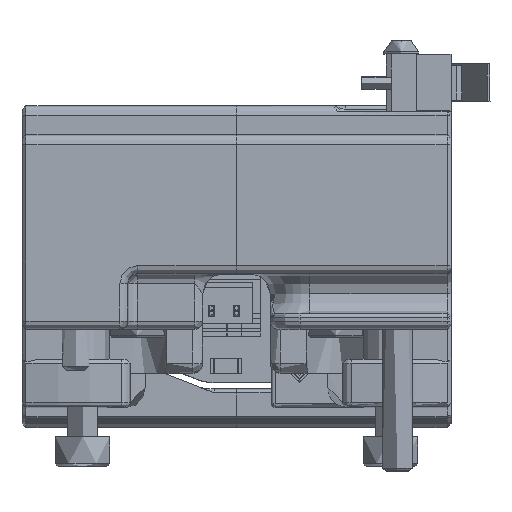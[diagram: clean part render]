
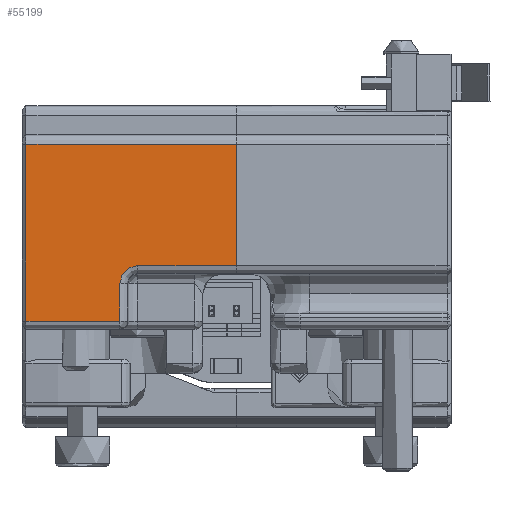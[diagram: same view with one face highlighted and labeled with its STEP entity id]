
A CAD part, top view. The second image highlights one B-rep face of the part: STEP entity #55199.
In plain terms, the highlighted planar face has unit normal (0, 0, 1).
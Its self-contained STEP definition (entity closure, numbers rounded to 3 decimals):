
#2341=PLANE('',#59650);
#4481=LINE('',#81006,#8006);
#4767=LINE('',#81756,#8292);
#4768=LINE('',#81761,#8293);
#4770=LINE('',#81770,#8295);
#4771=LINE('',#81772,#8296);
#4772=LINE('',#81774,#8297);
#8006=VECTOR('',#65476,10.);
#8292=VECTOR('',#66128,10.);
#8293=VECTOR('',#66135,10.);
#8295=VECTOR('',#66145,10.);
#8296=VECTOR('',#66146,10.);
#8297=VECTOR('',#66147,10.);
#11535=CIRCLE('',#59651,1.8);
#14399=FACE_OUTER_BOUND('',#17772,.T.);
#17772=EDGE_LOOP('',(#38313,#38314,#38315,#38316,#38317,#38318,#38319));
#23200=VERTEX_POINT('',#80994);
#23205=VERTEX_POINT('',#81004);
#23430=VERTEX_POINT('',#81755);
#23431=VERTEX_POINT('',#81759);
#23434=VERTEX_POINT('',#81769);
#23435=VERTEX_POINT('',#81771);
#23436=VERTEX_POINT('',#81773);
#28812=EDGE_CURVE('',#23200,#23205,#4481,.T.);
#29165=EDGE_CURVE('',#23200,#23430,#4767,.T.);
#29168=EDGE_CURVE('',#23431,#23205,#4768,.T.);
#29172=EDGE_CURVE('',#23434,#23431,#4770,.T.);
#29173=EDGE_CURVE('',#23435,#23434,#4771,.T.);
#29174=EDGE_CURVE('',#23436,#23435,#4772,.T.);
#29175=EDGE_CURVE('',#23430,#23436,#11535,.T.);
#38313=ORIENTED_EDGE('',*,*,#28812,.T.);
#38314=ORIENTED_EDGE('',*,*,#29168,.F.);
#38315=ORIENTED_EDGE('',*,*,#29172,.F.);
#38316=ORIENTED_EDGE('',*,*,#29173,.F.);
#38317=ORIENTED_EDGE('',*,*,#29174,.F.);
#38318=ORIENTED_EDGE('',*,*,#29175,.F.);
#38319=ORIENTED_EDGE('',*,*,#29165,.F.);
#55199=ADVANCED_FACE('',(#14399),#2341,.F.);
#59650=AXIS2_PLACEMENT_3D('',#81768,#66143,#66144);
#59651=AXIS2_PLACEMENT_3D('',#81775,#66148,#66149);
#65476=DIRECTION('',(-1.,0.,0.));
#66128=DIRECTION('',(0.,-1.,0.));
#66135=DIRECTION('',(0.,1.,0.));
#66143=DIRECTION('center_axis',(0.,0.,
-1.));
#66144=DIRECTION('ref_axis',(-1.,0.,0.));
#66145=DIRECTION('',(-1.,0.,0.));
#66146=DIRECTION('',(0.,-1.,0.));
#66147=DIRECTION('',(1.,0.,0.));
#66148=DIRECTION('center_axis',(0.,0.,
1.));
#66149=DIRECTION('ref_axis',(-0.707,-0.707,0.));
#80994=CARTESIAN_POINT('',(-59.629,128.542,40.967));
#81004=CARTESIAN_POINT('',(-71.829,128.542,40.967));
#81006=CARTESIAN_POINT('',(-56.679,128.542,40.967));
#81755=CARTESIAN_POINT('',(-59.629,118.592,40.967));
#81756=CARTESIAN_POINT('',(-59.629,129.842,40.967));
#81759=CARTESIAN_POINT('',(-71.829,107.342,40.967));
#81761=CARTESIAN_POINT('',(-71.829,118.542,40.967));
#81768=CARTESIAN_POINT('Origin',(-53.729,108.542,40.967));
#81769=CARTESIAN_POINT('',(-54.029,107.342,40.967));
#81770=CARTESIAN_POINT('',(-51.029,107.342,40.967));
#81771=CARTESIAN_POINT('',(-54.029,116.792,40.967));
#81772=CARTESIAN_POINT('',(-54.029,123.442,40.967));
#81773=CARTESIAN_POINT('',(-57.829,116.792,40.967));
#81774=CARTESIAN_POINT('',(-56.179,116.792,40.967));
#81775=CARTESIAN_POINT('Origin',(-57.829,118.592,40.967));
